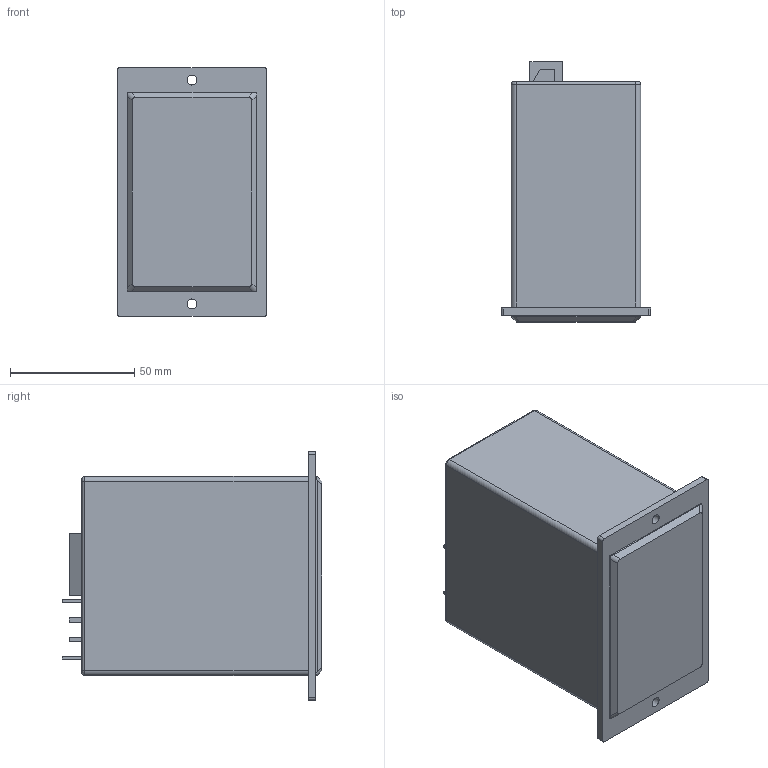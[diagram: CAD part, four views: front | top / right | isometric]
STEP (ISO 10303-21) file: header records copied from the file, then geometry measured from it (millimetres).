
FILE_DESCRIPTION((''),'2;1');
FILE_NAME('GUD.stp','2014-11-18T12:39:35',('AHN'),(''),'Autodesk Inventor 2012','Autodesk Inventor 2012','');
FILE_SCHEMA(('CONFIG_CONTROL_DESIGN'));
Length unit declared in the file: millimetre
Products named in the file (1): GUD
Bounding box: 60 x 104.5 x 100 mm (x, y, z)
Volume: 396849.7 mm3; surface area: 40091.8 mm2
Topology: 1 solids, 1 shells, 151 faces, 378 edges, 246 vertices
Faces by surface type: plane 113, cylinder 31, bspline 4, sphere 3
Full cylindrical faces by diameter (mm): 4 x7
Entity records: 4737 total; most frequent: CARTESIAN_POINT 1084, ORIENTED_EDGE 736, DIRECTION 733, EDGE_CURVE 368, VECTOR 299, LINE 299, VERTEX_POINT 244, AXIS2_PLACEMENT_3D 217
